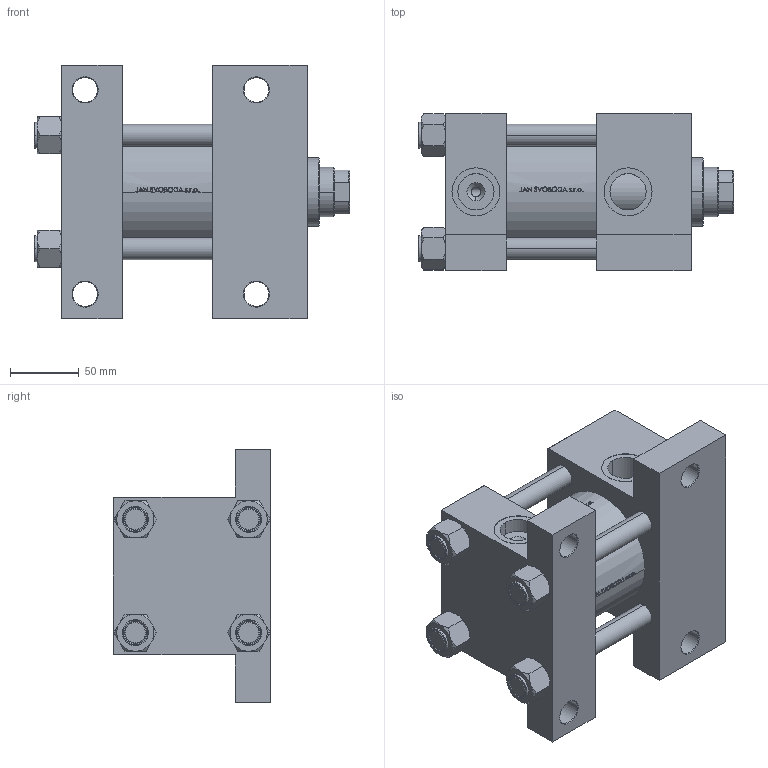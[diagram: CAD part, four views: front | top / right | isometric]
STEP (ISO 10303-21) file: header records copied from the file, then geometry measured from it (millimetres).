
FILE_DESCRIPTION (( 'STEP AP203' ), '1' );
FILE_NAME ('ef3d.STEP', '2022-04-16T13:55:07', ( '' ), ( '' ), 'SwSTEP 2.0', 'SolidWorks 2019', '' );
FILE_SCHEMA (( 'CONFIG_CONTROL_DESIGN' ));
Length unit declared in the file: millimetre
Products named in the file (6): V215CR_G_TYCINKA 6341471cd369aa6a17fb2bd79677a6c2; NUT_M5_G 6341471cd369aa6a17fb2bd79677a6c2; V215CR_VCP_G 6341471cd369aa6a17fb2bd79677a6c2; ef3d; V215_VC_A 6341471cd369aa6a17fb2bd79677a6c2; V215CR_G_Body 6341471cd369aa6a17fb2bd79677a6c2
Assembly tree (15 placements, depth 2):
  ef3d
    V215CR_G_Body 6341471cd369aa6a17fb2bd79677a6c2
    V215CR_VCP_G 6341471cd369aa6a17fb2bd79677a6c2
    V215CR_G_TYCINKA 6341471cd369aa6a17fb2bd79677a6c2  x6
    NUT_M5_G 6341471cd369aa6a17fb2bd79677a6c2  x6
    V215_VC_A 6341471cd369aa6a17fb2bd79677a6c2
Bounding box: 230 x 115 x 185 mm (x, y, z)
Volume: 2062889.2 mm3; surface area: 311575.7 mm2
Topology: 15 solids, 15 shells, 1241 faces, 3142 edges, 2015 vertices
Faces by surface type: plane 524, bspline 380, cone 188, cylinder 137, torus 12
Entity records: 47970 total; most frequent: CARTESIAN_POINT 25953, ORIENTED_EDGE 5060, DIRECTION 3116, EDGE_CURVE 2530, VERTEX_POINT 1645, VECTOR 1316, LINE 1316, EDGE_LOOP 1081
